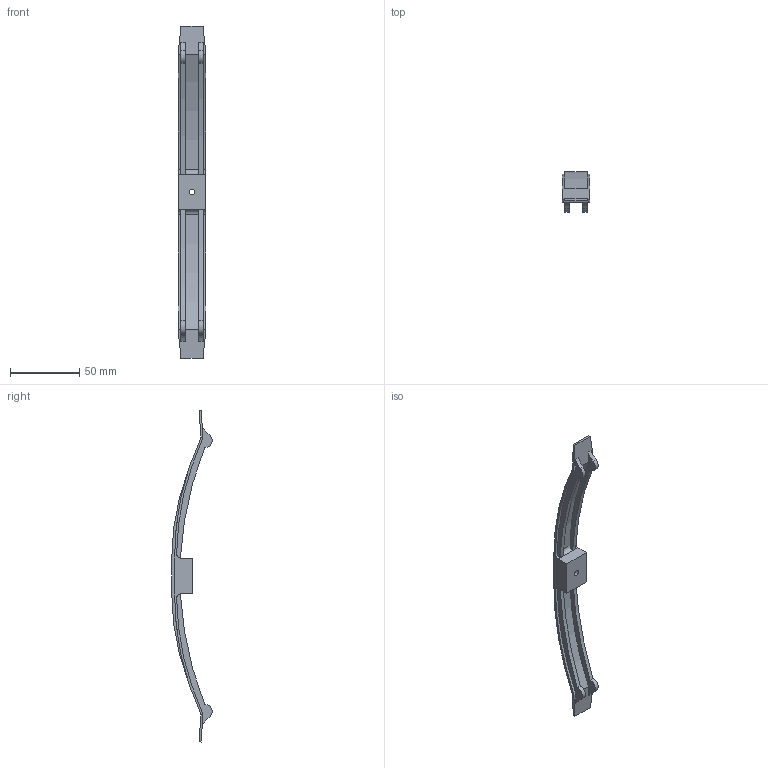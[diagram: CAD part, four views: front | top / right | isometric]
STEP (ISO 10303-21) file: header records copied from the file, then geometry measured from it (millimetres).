
FILE_DESCRIPTION (( 'STEP AP214' ), '1' );
FILE_NAME ('2205053.stp', '2024-04-26T06:38:47', ( '' ), ( '' ), 'SwSTEP 2.0', 'SolidWorks 2022', '' );
FILE_SCHEMA (( 'AUTOMOTIVE_DESIGN' ));
Length unit declared in the file: millimetre
Products named in the file (1): 2205053
Bounding box: 20 x 29.42 x 240 mm (x, y, z)
Volume: 20571.4 mm3; surface area: 15562.4 mm2
Topology: 1 solids, 1 shells, 57 faces, 155 edges, 102 vertices
Faces by surface type: plane 30, cylinder 26, cone 1
Full cylindrical faces by diameter (mm): 4.2 x1, 7.8 x1
Entity records: 1846 total; most frequent: DIRECTION 334, CARTESIAN_POINT 312, ORIENTED_EDGE 304, EDGE_CURVE 152, AXIS2_PLACEMENT_3D 124, VERTEX_POINT 102, VECTOR 86, LINE 86
